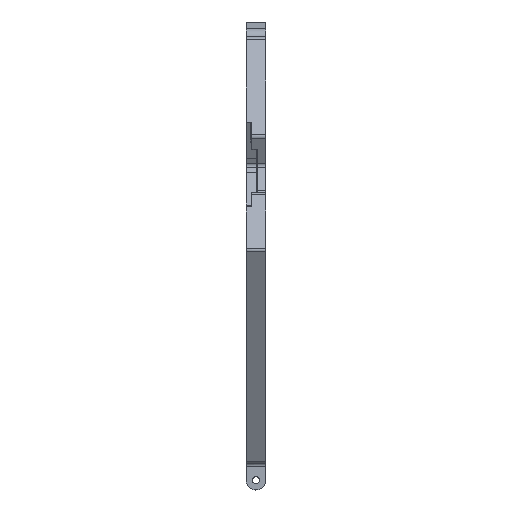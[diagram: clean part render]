
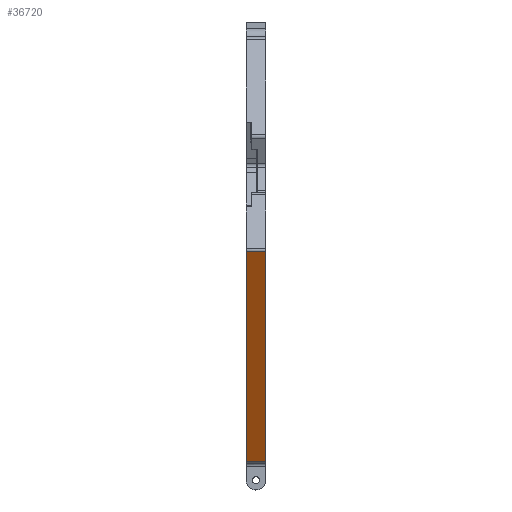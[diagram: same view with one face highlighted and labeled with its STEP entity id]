
A CAD part, left-side view. The second image highlights one B-rep face of the part: STEP entity #36720.
In plain terms, the highlighted free-form (B-spline) face has degree [1, 1] with [2, 2] control points.
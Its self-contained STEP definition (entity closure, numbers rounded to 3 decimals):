
#13319 = EDGE_CURVE('',#13320,#13322,#13324,.T.);
#13320 = VERTEX_POINT('',#13321);
#13321 = CARTESIAN_POINT('',(-122.407,19.496,
    -209.231));
#13322 = VERTEX_POINT('',#13323);
#13323 = CARTESIAN_POINT('',(-242.403,19.496,
    -1.393));
#13324 = B_SPLINE_CURVE_WITH_KNOTS('',1,(#13325,#13326),.UNSPECIFIED.,
  .F.,.F.,(2,2),(1.466,220.337),
  .PIECEWISE_BEZIER_KNOTS.);
#13325 = CARTESIAN_POINT('',(-122.407,19.496,
    -209.231));
#13326 = CARTESIAN_POINT('',(-242.403,19.496,
    -1.393));
#17798 = VERTEX_POINT('',#17799);
#17799 = CARTESIAN_POINT('',(-242.403,0.,-1.393));
#17805 = EDGE_CURVE('',#17806,#17798,#17808,.T.);
#17806 = VERTEX_POINT('',#17807);
#17807 = CARTESIAN_POINT('',(-122.407,0.,-209.231));
#17808 = B_SPLINE_CURVE_WITH_KNOTS('',1,(#17809,#17810),.UNSPECIFIED.,
  .F.,.F.,(2,2),(1.466,220.337),
  .PIECEWISE_BEZIER_KNOTS.);
#17809 = CARTESIAN_POINT('',(-122.407,0.,-209.231));
#17810 = CARTESIAN_POINT('',(-242.403,0.,-1.393));
#36720 = ADVANCED_FACE('',(#36721),#36735,.F.);
#36721 = FACE_BOUND('',#36722,.T.);
#36722 = EDGE_LOOP('',(#36723,#36724,#36729,#36730));
#36723 = ORIENTED_EDGE('',*,*,#17805,.T.);
#36724 = ORIENTED_EDGE('',*,*,#36725,.T.);
#36725 = EDGE_CURVE('',#17798,#13322,#36726,.T.);
#36726 = B_SPLINE_CURVE_WITH_KNOTS('',1,(#36727,#36728),.UNSPECIFIED.,
  .F.,.F.,(2,2),(-17.78,0.),.PIECEWISE_BEZIER_KNOTS.);
#36727 = CARTESIAN_POINT('',(-242.403,0.,-1.393));
#36728 = CARTESIAN_POINT('',(-242.403,19.496,
    -1.393));
#36729 = ORIENTED_EDGE('',*,*,#13319,.F.);
#36730 = ORIENTED_EDGE('',*,*,#36731,.T.);
#36731 = EDGE_CURVE('',#13320,#17806,#36732,.T.);
#36732 = B_SPLINE_CURVE_WITH_KNOTS('',1,(#36733,#36734),.UNSPECIFIED.,
  .F.,.F.,(2,2),(0.,17.78),.PIECEWISE_BEZIER_KNOTS.);
#36733 = CARTESIAN_POINT('',(-122.407,19.496,
    -209.231));
#36734 = CARTESIAN_POINT('',(-122.407,0.,-209.231));
#36735 = B_SPLINE_SURFACE_WITH_KNOTS('',1,1,(
    (#36736,#36737)
    ,(#36738,#36739
    )),.UNSPECIFIED.,.F.,.F.,.F.,(2,2),(2,2),(-220.337,
    -1.466),(-17.78,0.),.PIECEWISE_BEZIER_KNOTS.);
#36736 = CARTESIAN_POINT('',(-242.403,0.,-1.393));
#36737 = CARTESIAN_POINT('',(-242.403,19.496,
    -1.393));
#36738 = CARTESIAN_POINT('',(-122.407,0.,-209.231));
#36739 = CARTESIAN_POINT('',(-122.407,19.496,
    -209.231));
